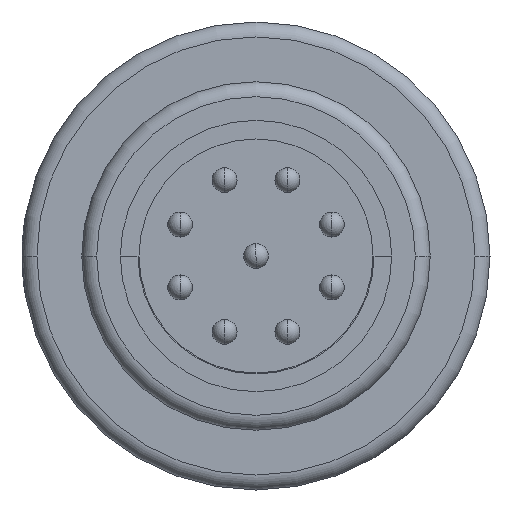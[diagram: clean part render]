
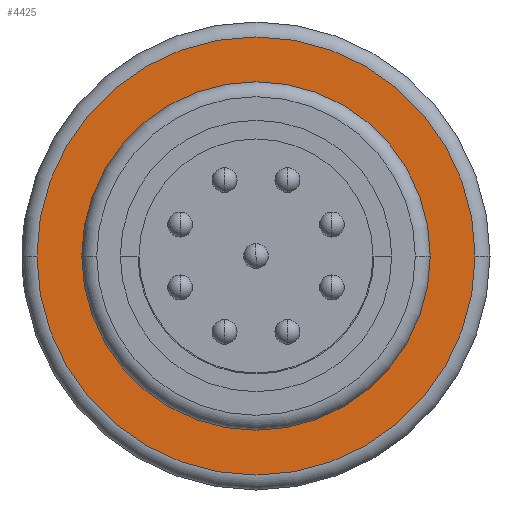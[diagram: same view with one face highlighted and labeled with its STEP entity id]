
A CAD part, left-side view. The second image highlights one B-rep face of the part: STEP entity #4425.
In plain terms, the highlighted planar face has unit normal (-1, 0, 0).
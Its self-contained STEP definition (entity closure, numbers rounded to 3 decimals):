
#231=CARTESIAN_POINT('',(-2.3,0.,0.));
#232=DIRECTION('',(-1.,0.,0.));
#233=DIRECTION('',(0.,1.,0.));
#234=AXIS2_PLACEMENT_3D('',#231,#232,#233);
#254=CARTESIAN_POINT('',(-2.3,0.,0.));
#255=DIRECTION('',(1.,0.,0.));
#256=DIRECTION('',(0.,1.,0.));
#257=AXIS2_PLACEMENT_3D('',#254,#255,#256);
#262=CARTESIAN_POINT('',(-2.3,0.,0.));
#263=DIRECTION('',(-1.,0.,0.));
#264=DIRECTION('',(0.,-1.,0.));
#265=AXIS2_PLACEMENT_3D('',#262,#263,#264);
#270=CARTESIAN_POINT('',(-2.3,0.,0.));
#271=DIRECTION('',(-1.,0.,0.));
#272=DIRECTION('',(0.,1.,0.));
#273=AXIS2_PLACEMENT_3D('',#270,#271,#272);
#4053=CARTESIAN_POINT('',(-2.3,3.5,0.));
#4054=CARTESIAN_POINT('',(-2.3,-3.5,0.));
#4055=VERTEX_POINT('',#4053);
#4056=VERTEX_POINT('',#4054);
#4165=CARTESIAN_POINT('',(-2.3,-4.4,0.));
#4166=CARTESIAN_POINT('',(-2.3,4.4,0.));
#4167=VERTEX_POINT('',#4165);
#4168=VERTEX_POINT('',#4166);
#4410=CARTESIAN_POINT('',(-2.3,0.,0.));
#4411=DIRECTION('',(1.,0.,0.));
#4412=DIRECTION('',(0.,-1.,0.));
#4413=AXIS2_PLACEMENT_3D('',#4410,#4411,#4412);
#4414=PLANE('',#4413);
#4416=ORIENTED_EDGE('',*,*,#4415,.F.);
#4418=ORIENTED_EDGE('',*,*,#4417,.F.);
#4419=EDGE_LOOP('',(#4416,#4418));
#4420=FACE_OUTER_BOUND('',#4419,.F.);
#4421=ORIENTED_EDGE('',*,*,#4404,.F.);
#4422=ORIENTED_EDGE('',*,*,#4390,.T.);
#4423=EDGE_LOOP('',(#4421,#4422));
#4424=FACE_BOUND('',#4423,.F.);
#235=CIRCLE('',#234,3.5);
#258=CIRCLE('',#257,3.5);
#266=CIRCLE('',#265,4.4);
#274=CIRCLE('',#273,4.4);
#4390=EDGE_CURVE('',#4055,#4056,#235,.T.);
#4404=EDGE_CURVE('',#4055,#4056,#258,.T.);
#4415=EDGE_CURVE('',#4167,#4168,#266,.T.);
#4417=EDGE_CURVE('',#4168,#4167,#274,.T.);
#4425=ADVANCED_FACE('',(#4420,#4424),#4414,.F.);
